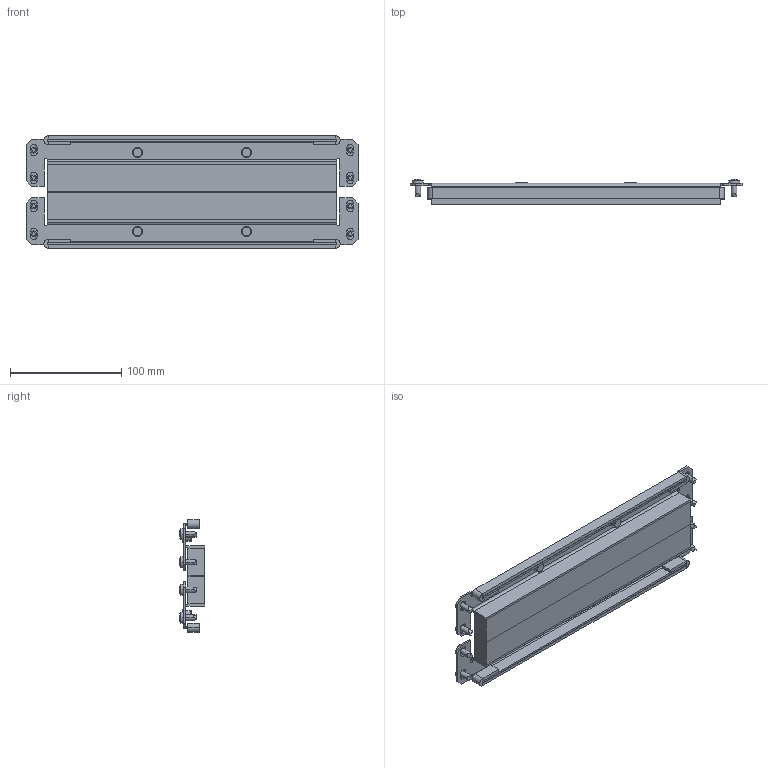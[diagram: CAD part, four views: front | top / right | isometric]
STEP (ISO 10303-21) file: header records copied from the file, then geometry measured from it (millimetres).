
FILE_DESCRIPTION (( 'STEP AP203' ), '1' );
FILE_NAME ('UR47400004000 Ïàíåëü óïëîòíåíèÿ ÏÑÓË ñðåäíÿÿ 100ìì RS52 40.00 (000.801.474).STEP', '2022-04-15T12:20:50', ( '' ), ( '' ), 'SwSTEP 2.0', 'SolidWorks 2017', '' );
FILE_SCHEMA (( 'CONFIG_CONTROL_DESIGN' ));
Length unit declared in the file: millimetre
Products named in the file (7): UR47400004000 Ïàíåëü óïëîòíåíèÿ ÏÑÓË ñðåäíÿÿ 100ìì RS52 40.00 (000.801.474); Óïëîòíèòåëü 3õ10 ïàíåëåé îñíîâàíèÿ LC3 00.80_00 (00.40); 003-435 Ïàíåëü îñíîâàíèÿ_00 (00.40); ч蜱齁罻 ST-9; ﾋ褊 ﾏﾑﾓﾋ LC3 00.80_00 (00.40); Âèíò DIN 7500 C TORX_Œ5å12; 000.130.374 Ïàíåëü îñíîâàíèÿ_00 (00.40)
Assembly tree (15 placements, depth 3):
  UR47400004000 Ïàíåëü óïëîòíåíèÿ ÏÑÓË ñðåäíÿÿ 100ìì RS52 40.00 (000.801.474)
    000.130.374 Ïàíåëü îñíîâàíèÿ_00 (00.40)  x2
      003-435 Ïàíåëü îñíîâàíèÿ_00 (00.40)
      ﾋ褊 ﾏﾑﾓﾋ LC3 00.80_00 (00.40)
      Óïëîòíèòåëü 3õ10 ïàíåëåé îñíîâàíèÿ LC3 00.80_00 (00.40)
      ч蜱齁罻 ST-9
    Âèíò DIN 7500 C TORX_Œ5å12  x8
Bounding box: 298 x 22.69 x 101 mm (x, y, z)
Volume: 273711.1 mm3; surface area: 125112.6 mm2
Topology: 18 solids, 18 shells, 596 faces, 1512 edges, 968 vertices
Faces by surface type: plane 284, cylinder 224, cone 40, torus 32, sphere 16
Entity records: 5681 total; most frequent: CARTESIAN_POINT 918, DIRECTION 837, ORIENTED_EDGE 764, EDGE_CURVE 382, AXIS2_PLACEMENT_3D 305, VERTEX_POINT 240, LINE 227, VECTOR 227
